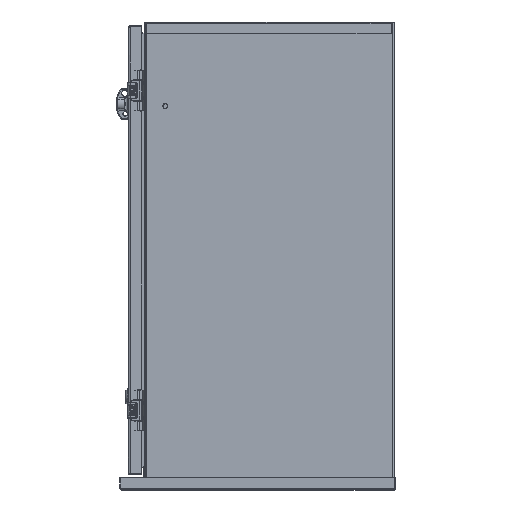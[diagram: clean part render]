
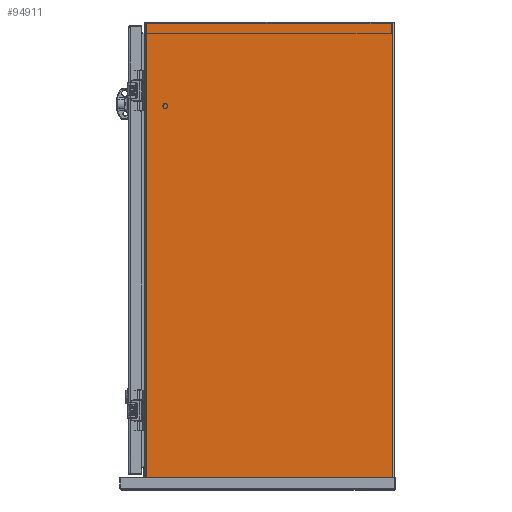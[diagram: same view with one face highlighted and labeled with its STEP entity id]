
A CAD part, left-side view. The second image highlights one B-rep face of the part: STEP entity #94911.
In plain terms, the highlighted planar face has unit normal (-1, 0, 0).
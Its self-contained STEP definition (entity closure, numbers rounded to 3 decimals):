
#2226 = ORIENTED_EDGE ( 'NONE', *, *, #9391, .T. ) ;
#4882 = DIRECTION ( 'NONE',  ( 0., 0., -1. ) ) ;
#9391 = EDGE_CURVE ( 'NONE', #34863, #56261, #20637, .T. ) ;
#9902 = CARTESIAN_POINT ( 'NONE',  ( -12., 15.888, -29.94 ) ) ;
#10570 = CARTESIAN_POINT ( 'NONE',  ( -12., 0.127, 0. ) ) ;
#12322 = AXIS2_PLACEMENT_3D ( 'NONE', #30461, #36821, #66677 ) ;
#14110 = ORIENTED_EDGE ( 'NONE', *, *, #19565, .T. ) ;
#15549 = LINE ( 'NONE', #89896, #54445 ) ;
#15793 = FACE_OUTER_BOUND ( 'NONE', #58561, .T. ) ;
#19156 = LINE ( 'NONE', #26964, #33696 ) ;
#19565 = EDGE_CURVE ( 'NONE', #61876, #44454, #15549, .T. ) ;
#20637 = LINE ( 'NONE', #49510, #34865 ) ;
#24214 = ORIENTED_EDGE ( 'NONE', *, *, #28088, .T. ) ;
#26964 = CARTESIAN_POINT ( 'NONE',  ( -12., 0.127, 0. ) ) ;
#28088 = EDGE_CURVE ( 'NONE', #56261, #61876, #76967, .T. ) ;
#30461 = CARTESIAN_POINT ( 'NONE',  ( -12., 15.888, 0. ) ) ;
#30555 = VECTOR ( 'NONE', #4882, 39.37 ) ;
#32470 = CARTESIAN_POINT ( 'NONE',  ( -12., 15.888, 0. ) ) ;
#33696 = VECTOR ( 'NONE', #34325, 39.37 ) ;
#34325 = DIRECTION ( 'NONE',  ( 0., 0., -1. ) ) ;
#34863 = VERTEX_POINT ( 'NONE', #10570 ) ;
#34865 = VECTOR ( 'NONE', #42177, 39.37 ) ;
#36821 = DIRECTION ( 'NONE',  ( -1., 0., 0. ) ) ;
#42177 = DIRECTION ( 'NONE',  ( 0., 1., 0. ) ) ;
#43716 = CARTESIAN_POINT ( 'NONE',  ( -12., 0.127, -29.94 ) ) ;
#43877 = DIRECTION ( 'NONE',  ( 0., -1., 0. ) ) ;
#44131 = PLANE ( 'NONE',  #12322 ) ;
#44454 = VERTEX_POINT ( 'NONE', #43716 ) ;
#49510 = CARTESIAN_POINT ( 'NONE',  ( -12., 15.888, 0. ) ) ;
#54445 = VECTOR ( 'NONE', #43877, 39.37 ) ;
#56261 = VERTEX_POINT ( 'NONE', #91905 ) ;
#58561 = EDGE_LOOP ( 'NONE', ( #71614, #2226, #24214, #14110 ) ) ;
#61876 = VERTEX_POINT ( 'NONE', #9902 ) ;
#66677 = DIRECTION ( 'NONE',  ( 0., 0., 1. ) ) ;
#71614 = ORIENTED_EDGE ( 'NONE', *, *, #88464, .F. ) ;
#76967 = LINE ( 'NONE', #32470, #30555 ) ;
#88464 = EDGE_CURVE ( 'NONE', #34863, #44454, #19156, .T. ) ;
#89896 = CARTESIAN_POINT ( 'NONE',  ( -12., 15.888, -29.94 ) ) ;
#91905 = CARTESIAN_POINT ( 'NONE',  ( -12., 15.888, 0. ) ) ;
#94911 = ADVANCED_FACE ( 'NONE', ( #15793 ), #44131, .T. ) ;
